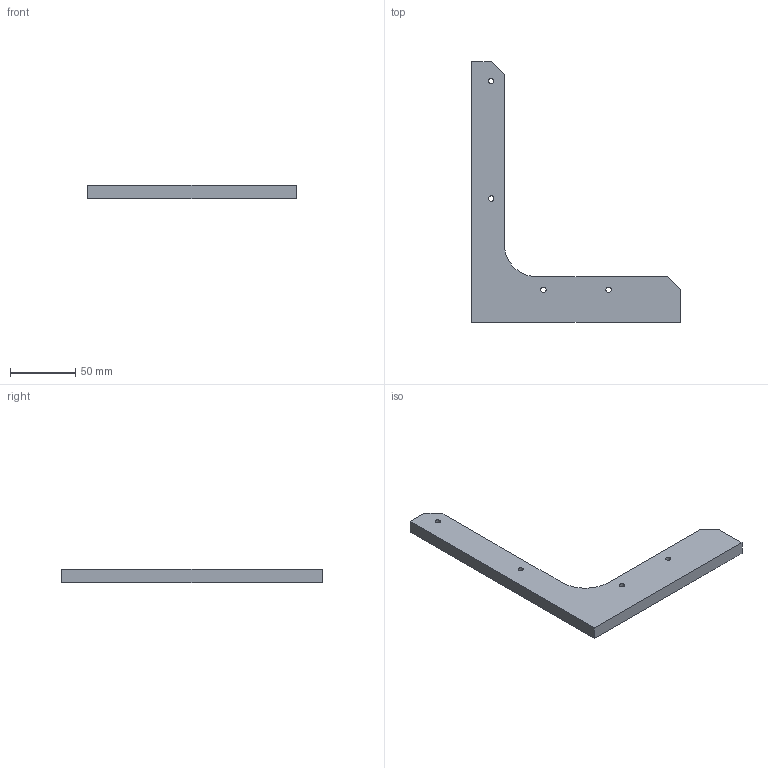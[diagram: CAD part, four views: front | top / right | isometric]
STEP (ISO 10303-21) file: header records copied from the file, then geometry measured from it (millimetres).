
FILE_DESCRIPTION(/* description */ ('Strebe'),/* implementation_level */ '2;1');
FILE_NAME(/* name */ '319-20-09-29-14 Strebe.stp',/* time_stamp */ '2021-03-10T13:38:03+01:00',/* author */ ('herr_rommel'),/* organization */ (''),/* preprocessor_version */ 'ST-DEVELOPER v17',/* originating_system */ 'Autodesk Inventor 2018',/* authorisation */ '');
FILE_SCHEMA (('AUTOMOTIVE_DESIGN { 1 0 10303 214 3 1 1 }'));
Length unit declared in the file: millimetre
Products named in the file (1): 319-20-09-29-14
Bounding box: 160 x 200 x 10 mm (x, y, z)
Volume: 97063.2 mm3; surface area: 26903.4 mm2
Topology: 1 solids, 1 shells, 15 faces, 43 edges, 30 vertices
Faces by surface type: plane 10, cylinder 5
Full cylindrical faces by diameter (mm): 4.1 x4
Entity records: 558 total; most frequent: DIRECTION 89, CARTESIAN_POINT 89, ORIENTED_EDGE 86, EDGE_CURVE 43, VERTEX_POINT 30, AXIS2_PLACEMENT_3D 30, LINE 29, VECTOR 29
